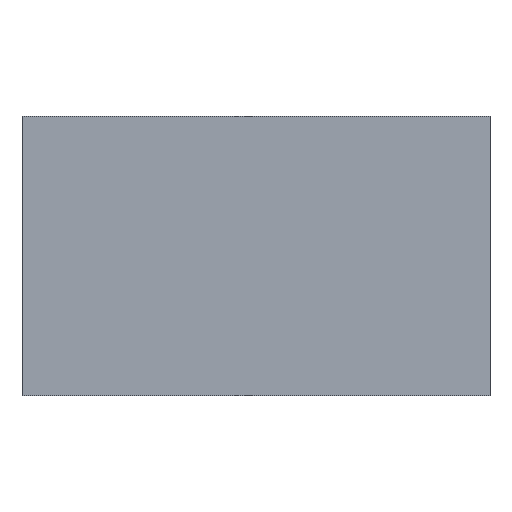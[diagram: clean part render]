
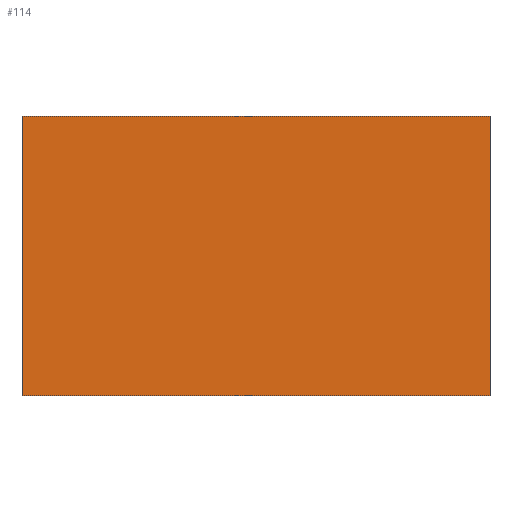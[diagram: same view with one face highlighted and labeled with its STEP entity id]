
A CAD part, front view. The second image highlights one B-rep face of the part: STEP entity #114.
In plain terms, the highlighted planar face has unit normal (0, -1, 0).
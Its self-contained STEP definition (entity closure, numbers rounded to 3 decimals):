
#8 = LINE ( 'NONE', #367, #301 ) ;
#17 = LINE ( 'NONE', #346, #131 ) ;
#28 = ORIENTED_EDGE ( 'NONE', *, *, #84, .F. ) ;
#45 = PLANE ( 'NONE',  #287 ) ;
#46 = DIRECTION ( 'NONE',  ( 1., 0., 0. ) ) ;
#49 = CARTESIAN_POINT ( 'NONE',  ( 0., 0., 115. ) ) ;
#53 = CARTESIAN_POINT ( 'NONE',  ( 192.8, 0., 0. ) ) ;
#54 = VECTOR ( 'NONE', #199, 1000. ) ;
#84 = EDGE_CURVE ( 'NONE', #322, #174, #344, .T. ) ;
#105 = ORIENTED_EDGE ( 'NONE', *, *, #251, .T. ) ;
#110 = DIRECTION ( 'NONE',  ( 0., 0., 1. ) ) ;
#114 = ADVANCED_FACE ( 'NONE', ( #350 ), #45, .F. ) ;
#116 = VERTEX_POINT ( 'NONE', #49 ) ;
#131 = VECTOR ( 'NONE', #46, 1000. ) ;
#153 = ORIENTED_EDGE ( 'NONE', *, *, #374, .F. ) ;
#174 = VERTEX_POINT ( 'NONE', #53 ) ;
#190 = DIRECTION ( 'NONE',  ( 1., 0., 0. ) ) ;
#198 = LINE ( 'NONE', #276, #328 ) ;
#199 = DIRECTION ( 'NONE',  ( 0., 0., -1. ) ) ;
#210 = ORIENTED_EDGE ( 'NONE', *, *, #318, .T. ) ;
#251 = EDGE_CURVE ( 'NONE', #355, #174, #198, .T. ) ;
#259 = CARTESIAN_POINT ( 'NONE',  ( 0., 0., 15. ) ) ;
#275 = CARTESIAN_POINT ( 'NONE',  ( 192.8, 0., 115. ) ) ;
#276 = CARTESIAN_POINT ( 'NONE',  ( 0., 0., 0. ) ) ;
#280 = CARTESIAN_POINT ( 'NONE',  ( 0., 0., 0. ) ) ;
#287 = AXIS2_PLACEMENT_3D ( 'NONE', #259, #321, #110 ) ;
#301 = VECTOR ( 'NONE', #365, 1000. ) ;
#318 = EDGE_CURVE ( 'NONE', #116, #355, #8, .T. ) ;
#321 = DIRECTION ( 'NONE',  ( 0., 1., 0. ) ) ;
#322 = VERTEX_POINT ( 'NONE', #275 ) ;
#328 = VECTOR ( 'NONE', #190, 1000. ) ;
#344 = LINE ( 'NONE', #378, #54 ) ;
#346 = CARTESIAN_POINT ( 'NONE',  ( 0., 0., 115. ) ) ;
#350 = FACE_OUTER_BOUND ( 'NONE', #386, .T. ) ;
#355 = VERTEX_POINT ( 'NONE', #280 ) ;
#365 = DIRECTION ( 'NONE',  ( 0., 0., -1. ) ) ;
#367 = CARTESIAN_POINT ( 'NONE',  ( 0., 0., 15. ) ) ;
#374 = EDGE_CURVE ( 'NONE', #116, #322, #17, .T. ) ;
#378 = CARTESIAN_POINT ( 'NONE',  ( 192.8, 0., 15. ) ) ;
#386 = EDGE_LOOP ( 'NONE', ( #105, #28, #153, #210 ) ) ;
